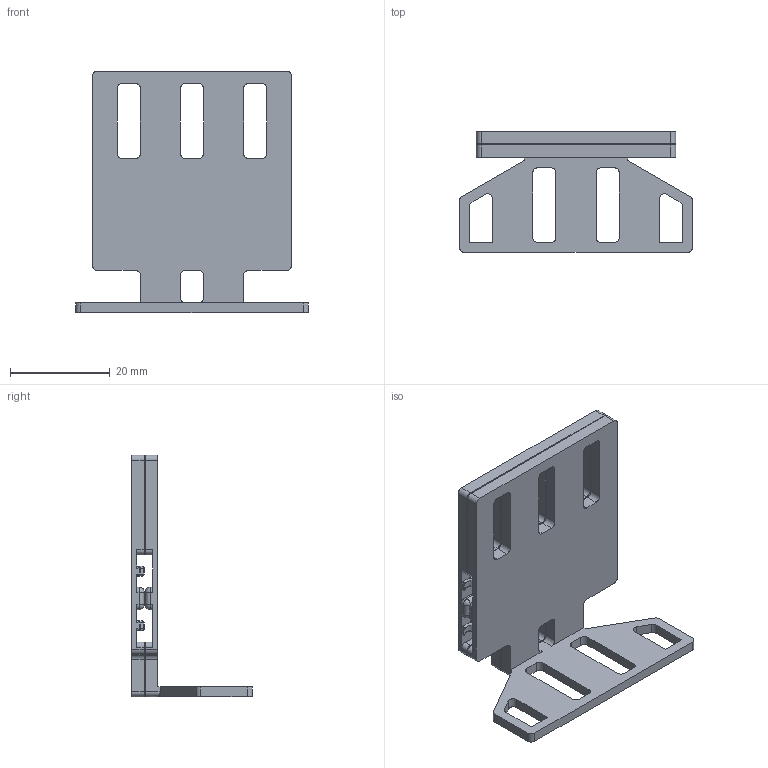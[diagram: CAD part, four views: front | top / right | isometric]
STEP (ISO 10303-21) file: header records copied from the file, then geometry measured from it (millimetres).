
FILE_DESCRIPTION(/* description */ ('STEP AP242','CAx-IF Rec.Pracs.---Representation and Presentation of Product Manufacturing Information (PMI)---4.0---2014-10-13','CAx-IF Rec.Pracs.---3D Tessellated Geometry---0.4---2014-09-14','2;1'),/* implementation_level */ '2;1');
FILE_NAME(/* name */ '67c9e7973015fc315638f113',/* time_stamp */ '2025-03-06T18:21:12Z',/* author */ (''),/* organization */ (''),/* preprocessor_version */ 'ST-DEVELOPER v20',/* originating_system */ 'ONSHAPE BY PTC INC, 1.194',/* authorisation */ ' ');
FILE_SCHEMA (('AP242_MANAGED_MODEL_BASED_3D_ENGINEERING_MIM_LF { 1 0 10303 442 1 1 4 }'));
Length unit declared in the file: metre
Products named in the file (2): Cover; Base
Bounding box: 46.75 x 24.2 x 48.5 mm (x, y, z)
Volume: 7305.6 mm3; surface area: 9877.8 mm2
Topology: 2 solids, 2 shells, 523 faces, 1358 edges, 744 vertices
Faces by surface type: cylinder 206, plane 177, bspline 88, torus 44, sphere 8
Entity records: 16551 total; most frequent: CARTESIAN_POINT 4843, ORIENTED_EDGE 2524, DIRECTION 2332, EDGE_CURVE 1262, AXIS2_PLACEMENT_3D 853, VERTEX_POINT 744, LINE 626, VECTOR 626
